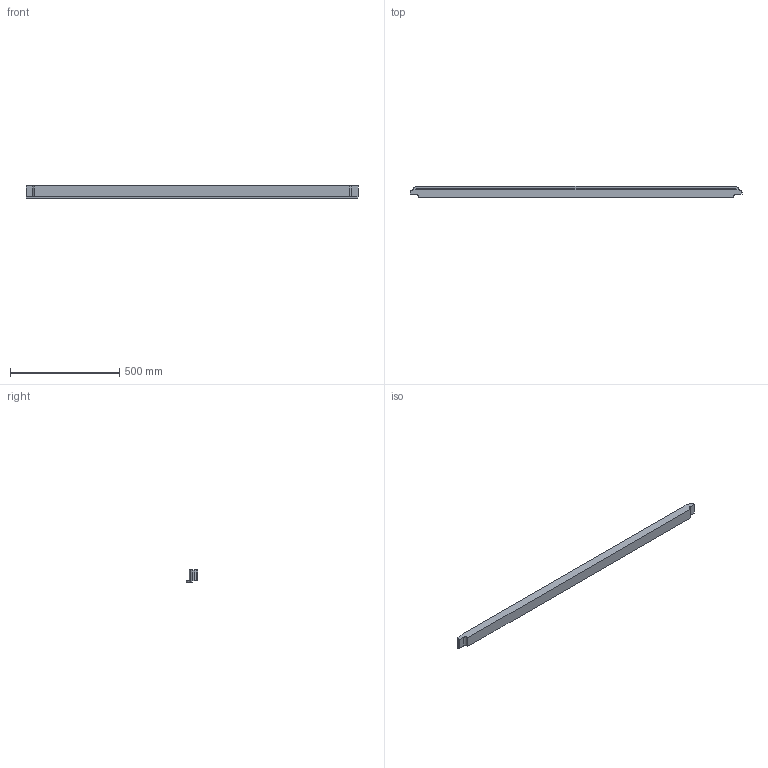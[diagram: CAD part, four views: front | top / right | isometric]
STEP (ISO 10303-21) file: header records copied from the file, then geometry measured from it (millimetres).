
FILE_DESCRIPTION(/* description */ ('CARRYWAY WEARBED, AC WHT'),/* implementation_level */ '2;1');
FILE_NAME(/* name */ 'stp_DPP-3093332-001.stp',/* time_stamp */ '2024-01-08T08:14:21-05:00',/* author */ ('ANB'),/* organization */ (''),/* preprocessor_version */ 'ST-DEVELOPER v19.2',/* originating_system */ 'Autodesk Inventor 2023',/* authorisation */ '');
FILE_SCHEMA (('AUTOMOTIVE_DESIGN { 1 0 10303 214 3 1 1 }'));
Length unit declared in the file: millimetre
Products named in the file (1): DPP-3093332-001
Bounding box: 1516.5 x 50.8 x 55.63 mm (x, y, z)
Volume: 3022218.2 mm3; surface area: 320914.4 mm2
Topology: 1 solids, 1 shells, 27 faces, 71 edges, 46 vertices
Faces by surface type: plane 14, cylinder 11, torus 2
Entity records: 896 total; most frequent: CARTESIAN_POINT 163, DIRECTION 151, ORIENTED_EDGE 142, EDGE_CURVE 71, AXIS2_PLACEMENT_3D 54, VERTEX_POINT 46, LINE 43, VECTOR 43
